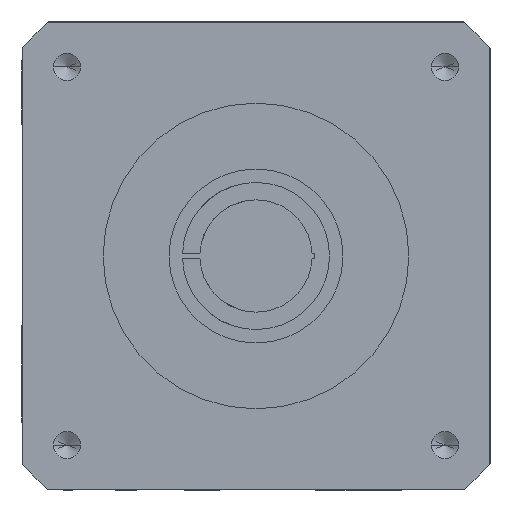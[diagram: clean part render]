
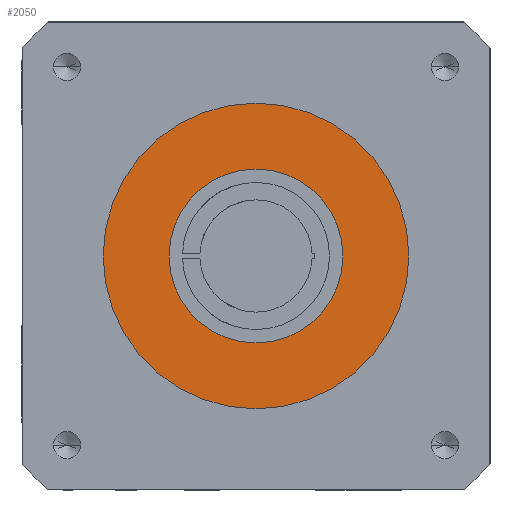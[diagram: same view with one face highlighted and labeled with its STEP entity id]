
A CAD part, front view. The second image highlights one B-rep face of the part: STEP entity #2050.
In plain terms, the highlighted face is planar.
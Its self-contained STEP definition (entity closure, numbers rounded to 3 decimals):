
#63 = EDGE_CURVE ( 'NONE', #838, #4858, #875, .T. ) ;
#67 = DIRECTION ( 'NONE',  ( 0., 1., 0. ) ) ;
#442 = FACE_BOUND ( 'NONE', #2853, .T. ) ;
#491 = DIRECTION ( 'NONE',  ( 0., 0., 1. ) ) ;
#717 = AXIS2_PLACEMENT_3D ( 'NONE', #1210, #3943, #3562 ) ;
#767 = AXIS2_PLACEMENT_3D ( 'NONE', #1592, #3962, #4734 ) ;
#834 = DIRECTION ( 'NONE',  ( 0., 0., 1. ) ) ;
#838 = VERTEX_POINT ( 'NONE', #1525 ) ;
#875 = CIRCLE ( 'NONE', #767, 57.15 ) ;
#946 = PLANE ( 'NONE',  #4006 ) ;
#1009 = VERTEX_POINT ( 'NONE', #1744 ) ;
#1180 = ORIENTED_EDGE ( 'NONE', *, *, #4627, .F. ) ;
#1210 = CARTESIAN_POINT ( 'NONE',  ( 0., 70., 0. ) ) ;
#1525 = CARTESIAN_POINT ( 'NONE',  ( 0., 70., 57.15 ) ) ;
#1550 = AXIS2_PLACEMENT_3D ( 'NONE', #3934, #2411, #2344 ) ;
#1592 = CARTESIAN_POINT ( 'NONE',  ( 0., 70., 0. ) ) ;
#1744 = CARTESIAN_POINT ( 'NONE',  ( 0., 70., -32.5 ) ) ;
#1995 = EDGE_CURVE ( 'NONE', #1009, #3582, #4640, .T. ) ;
#2050 = ADVANCED_FACE ( 'NONE', ( #442, #3173 ), #946, .T. ) ;
#2344 = DIRECTION ( 'NONE',  ( 0., 0., 1. ) ) ;
#2407 = ORIENTED_EDGE ( 'NONE', *, *, #4638, .T. ) ;
#2411 = DIRECTION ( 'NONE',  ( 0., 1., 0. ) ) ;
#2488 = DIRECTION ( 'NONE',  ( 0., 1., 0. ) ) ;
#2593 = CARTESIAN_POINT ( 'NONE',  ( 0., 70., 32.5 ) ) ;
#2853 = EDGE_LOOP ( 'NONE', ( #1180, #4065 ) ) ;
#3166 = CARTESIAN_POINT ( 'NONE',  ( 0., 70., 0. ) ) ;
#3173 = FACE_OUTER_BOUND ( 'NONE', #4981, .T. ) ;
#3190 = CIRCLE ( 'NONE', #1550, 32.5 ) ;
#3562 = DIRECTION ( 'NONE',  ( 0., 0., 1. ) ) ;
#3582 = VERTEX_POINT ( 'NONE', #2593 ) ;
#3615 = CARTESIAN_POINT ( 'NONE',  ( 0., 70., 0. ) ) ;
#3918 = AXIS2_PLACEMENT_3D ( 'NONE', #3166, #67, #834 ) ;
#3934 = CARTESIAN_POINT ( 'NONE',  ( 0., 70., 0. ) ) ;
#3943 = DIRECTION ( 'NONE',  ( 0., 1., 0. ) ) ;
#3962 = DIRECTION ( 'NONE',  ( 0., 1., 0. ) ) ;
#4006 = AXIS2_PLACEMENT_3D ( 'NONE', #3615, #2488, #491 ) ;
#4065 = ORIENTED_EDGE ( 'NONE', *, *, #1995, .F. ) ;
#4093 = CARTESIAN_POINT ( 'NONE',  ( 0., 70., -57.15 ) ) ;
#4236 = CIRCLE ( 'NONE', #3918, 57.15 ) ;
#4480 = ORIENTED_EDGE ( 'NONE', *, *, #63, .T. ) ;
#4627 = EDGE_CURVE ( 'NONE', #3582, #1009, #3190, .T. ) ;
#4638 = EDGE_CURVE ( 'NONE', #4858, #838, #4236, .T. ) ;
#4640 = CIRCLE ( 'NONE', #717, 32.5 ) ;
#4734 = DIRECTION ( 'NONE',  ( 0., 0., 1. ) ) ;
#4858 = VERTEX_POINT ( 'NONE', #4093 ) ;
#4981 = EDGE_LOOP ( 'NONE', ( #4480, #2407 ) ) ;
